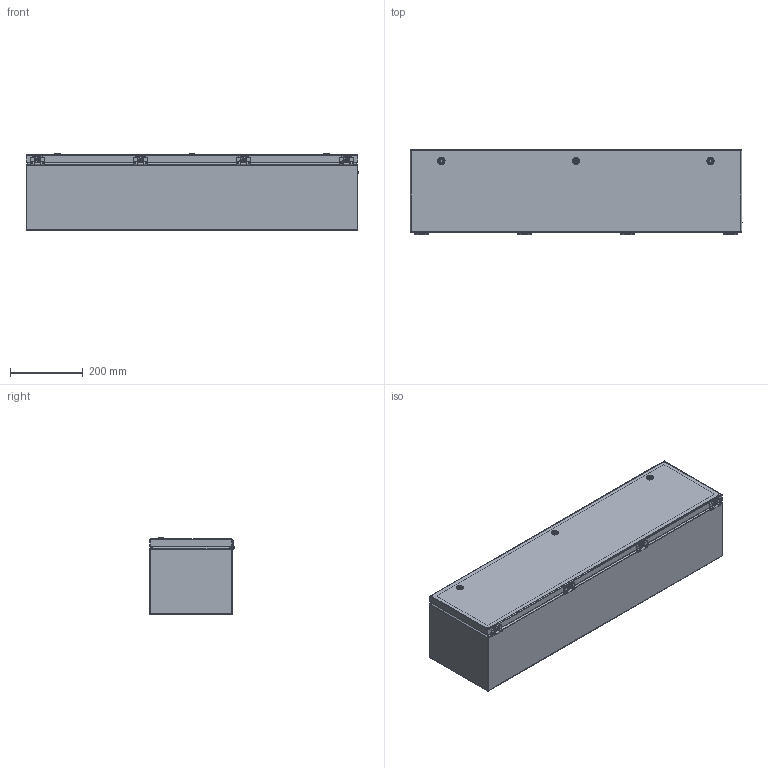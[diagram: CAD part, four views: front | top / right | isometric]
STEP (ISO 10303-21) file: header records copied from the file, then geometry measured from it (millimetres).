
FILE_DESCRIPTION (( 'STEP AP214' ), '1' );
FILE_NAME ('SCE-L9368ELJ.STEP', '2023-03-21T16:44:04', ( '' ), ( '' ), 'SwSTEP 2.0', 'SolidWorks 2021', '' );
FILE_SCHEMA (( 'AUTOMOTIVE_DESIGN' ));
Length unit declared in the file: inch
Products named in the file (1): SCE-L9368ELJ
Bounding box: 914.5 x 234.18 x 210.72 mm (x, y, z)
Volume: 1878519.8 mm3; surface area: 2319154 mm2
Topology: 55 solids, 55 shells, 2427 faces, 6020 edges, 3541 vertices
Faces by surface type: plane 1236, cylinder 602, bspline 303, torus 144, sphere 81, cone 61
Full cylindrical faces by diameter (mm): 3.81 x4, 3.962 x4, 4.013 x12, 4.166 x4, 4.42 x4, 4.775 x7, 4.826 x9, 5.08 x3, 5.537 x2, 6.058 x3, 6.35 x6, 6.463 x3, 6.502 x1, 6.604 x4, 6.824 x3, 7.112 x6, 7.167 x3, 7.216 x6, 7.874 x3, 8.28 x3, 8.89 x3, 9.474 x6, 10.922 x3, 11.684 x3, 12.065 x3, 16.002 x3, 20.018 x3
Entity records: 79842 total; most frequent: CARTESIAN_POINT 25670, ORIENTED_EDGE 11064, DIRECTION 10745, EDGE_CURVE 5532, AXIS2_PLACEMENT_3D 3952, VERTEX_POINT 3471, VECTOR 2841, LINE 2841
